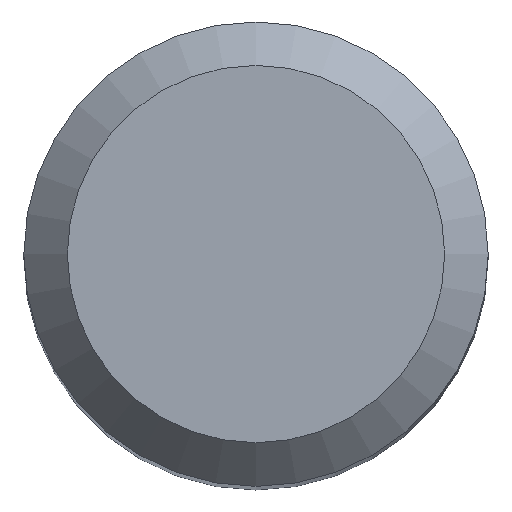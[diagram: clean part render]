
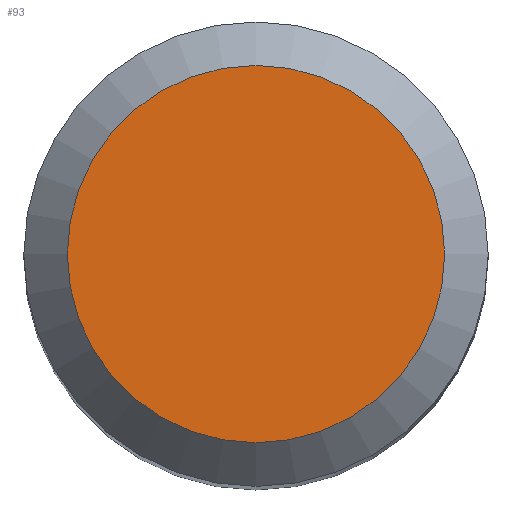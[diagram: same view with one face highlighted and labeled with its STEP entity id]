
A CAD part, top view. The second image highlights one B-rep face of the part: STEP entity #93.
In plain terms, the highlighted planar face has unit normal (0, 0, 1).
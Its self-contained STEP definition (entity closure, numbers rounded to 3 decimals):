
#36=PLANE('',#338);
#71=CIRCLE('',#319,6.5);
#93=ADVANCED_FACE('',(#107),#36,.F.);
#107=FACE_OUTER_BOUND('',#125,.T.);
#125=EDGE_LOOP('',(#183));
#183=ORIENTED_EDGE('',*,*,#240,.T.);
#213=VERTEX_POINT('',#484);
#240=EDGE_CURVE('',#213,#213,#71,.T.);
#319=AXIS2_PLACEMENT_3D('',#483,#358,#359);
#338=AXIS2_PLACEMENT_3D('',#583,#404,#405);
#358=DIRECTION('',(0.,0.,1.));
#359=DIRECTION('',(-1.,0.,0.));
#404=DIRECTION('',(0.,0.,-1.));
#405=DIRECTION('',(1.,0.,0.));
#483=CARTESIAN_POINT('',(0.,0.,0.));
#484=CARTESIAN_POINT('',(-6.5,0.,0.));
#583=CARTESIAN_POINT('',(0.,0.,0.));
